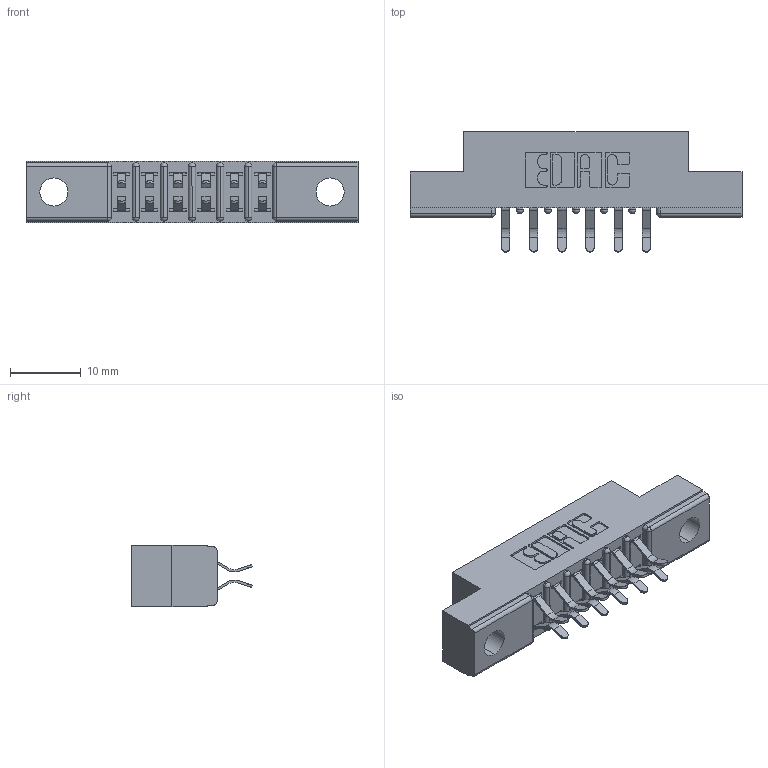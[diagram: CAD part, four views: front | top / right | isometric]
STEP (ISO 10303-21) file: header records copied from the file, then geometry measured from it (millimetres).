
FILE_DESCRIPTION (( 'STEP AP203' ), '1' );
FILE_NAME ('307-012-556-204.STEP', '2019-09-05T18:13:20', ( '' ), ( '' ), 'SwSTEP 2.0', 'SolidWorks 2016', '' );
FILE_SCHEMA (( 'CONFIG_CONTROL_DESIGN' ));
Length unit declared in the file: inch
Products named in the file (3): 307 Part_.156 Dia Mounting Holes; 307-012-556-204; 307-290-001_556
Assembly tree (13 placements, depth 2):
  307-012-556-204
    307 Part_.156 Dia Mounting Holes
    307-290-001_556  x12
Bounding box: 46.79 x 16.97 x 8.71 mm (x, y, z)
Volume: 2954 mm3; surface area: 4259.6 mm2
Topology: 13 solids, 13 shells, 739 faces, 2063 edges, 1338 vertices
Faces by surface type: plane 480, cylinder 245, sphere 14
Entity records: 10296 total; most frequent: CARTESIAN_POINT 1700, ORIENTED_EDGE 1678, DIRECTION 1673, EDGE_CURVE 839, LINE 635, VECTOR 635, VERTEX_POINT 546, AXIS2_PLACEMENT_3D 519
